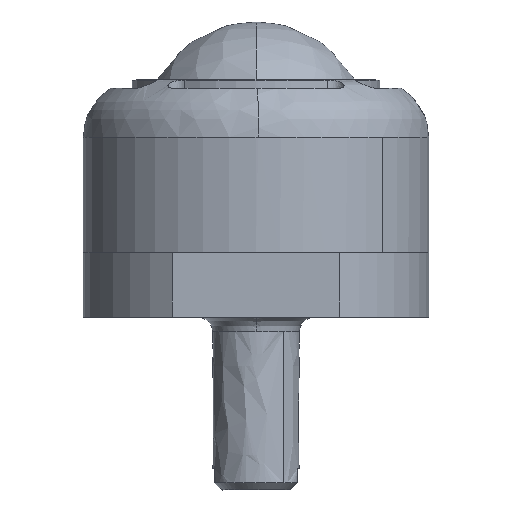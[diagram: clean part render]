
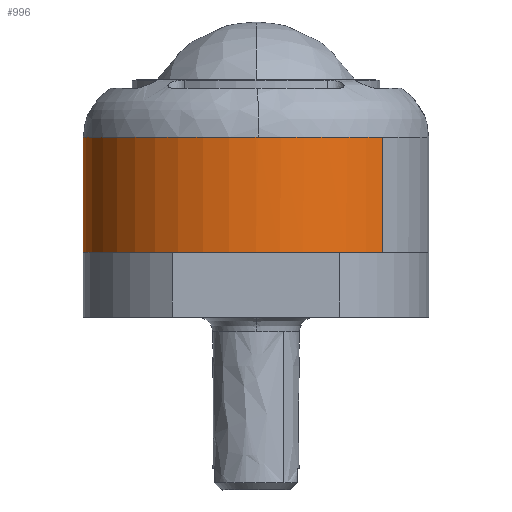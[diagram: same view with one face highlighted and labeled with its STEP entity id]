
A CAD part, left-side view. The second image highlights one B-rep face of the part: STEP entity #996.
In plain terms, the highlighted free-form (B-spline) face has degree [2, 1] with [5, 2] control points.
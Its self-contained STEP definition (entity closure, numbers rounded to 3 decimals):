
#861=CARTESIAN_POINT('',(-8.15,-8.808,8.2));
#862=CARTESIAN_POINT('',(-16.958,-0.657,8.2));
#863=CARTESIAN_POINT('',(-8.808,8.15,8.2));
#864=CARTESIAN_POINT('',(-0.657,16.958,8.2));
#865=CARTESIAN_POINT('',(8.15,8.808,8.2));
#866=CARTESIAN_POINT('',(-8.15,-8.808,-0.205));
#867=CARTESIAN_POINT('',(-16.958,-0.657,-0.205));
#868=CARTESIAN_POINT('',(-8.808,8.15,-0.205));
#869=CARTESIAN_POINT('',(-0.657,16.958,-0.205));
#870=CARTESIAN_POINT('',(8.15,8.808,-0.205));
#878=(BOUNDED_SURFACE()B_SPLINE_SURFACE(2,1,((#861,#866),(#862,#867),(#863,#868),(#864,#869),(#865,#870)),.UNSPECIFIED.,.F.,.F.,.U.)B_SPLINE_SURFACE_WITH_KNOTS((3,2,3),(2,2),(0.0,19.882,39.765),(0.0,8.405),.UNSPECIFIED.)GEOMETRIC_REPRESENTATION_ITEM()RATIONAL_B_SPLINE_SURFACE(((1.0,1.0),(0.707,0.707),(1.0,1.0),(0.707,0.707),(1.0,1.0)))REPRESENTATION_ITEM('')SURFACE());
#879=CARTESIAN_POINT('',(-8.15,-8.808,8.));
#880=VERTEX_POINT('',#879);
#881=CARTESIAN_POINT('',(-11.999,-0.151,8.));
#882=VERTEX_POINT('',#881);
#883=CARTESIAN_POINT('',(-8.15,-8.808,8.));
#884=CARTESIAN_POINT('',(-8.597,-8.394,8.));
#885=CARTESIAN_POINT('',(-9.514,-7.406,8.));
#886=CARTESIAN_POINT('',(-10.547,-5.83,8.));
#887=CARTESIAN_POINT('',(-11.254,-4.252,8.));
#888=CARTESIAN_POINT('',(-11.813,-2.431,8.));
#889=CARTESIAN_POINT('',(-11.988,-1.064,8.));
#890=CARTESIAN_POINT('',(-11.999,-0.151,8.));
#891=B_SPLINE_CURVE_WITH_KNOTS('',3,(#883,#884,#885,#886,#887,#888,#889,#890),.UNSPECIFIED.,.F.,.U.,(4,1,1,1,1,4),(0.,1.826,4.033,5.63,7.,9.739),.UNSPECIFIED.);
#892=EDGE_CURVE('',#880,#882,#891,.T.);
#893=ORIENTED_EDGE('',*,*,#892,.T.);
#894=CARTESIAN_POINT('',(-12.,0.0,8.0));
#895=VERTEX_POINT('',#894);
#896=CARTESIAN_POINT('',(-11.999,-0.151,8.));
#897=CARTESIAN_POINT('',(-12.,0.0,8.0));
#898=QUASI_UNIFORM_CURVE('',1,(#896,#897),.UNSPECIFIED.,.F.,.U.);
#899=EDGE_CURVE('',#882,#895,#898,.T.);
#900=ORIENTED_EDGE('',*,*,#899,.T.);
#901=CARTESIAN_POINT('',(-0.075,12.,8.));
#902=VERTEX_POINT('',#901);
#903=CARTESIAN_POINT('',(-12.,0.0,8.0));
#904=CARTESIAN_POINT('',(-12.,0.709,8.));
#905=CARTESIAN_POINT('',(-11.907,1.76,8.));
#906=CARTESIAN_POINT('',(-11.575,3.24,8.));
#907=CARTESIAN_POINT('',(-11.158,4.495,8.));
#908=CARTESIAN_POINT('',(-10.518,5.845,8.));
#909=CARTESIAN_POINT('',(-9.577,7.308,8.));
#910=CARTESIAN_POINT('',(-8.309,8.742,8.));
#911=CARTESIAN_POINT('',(-6.869,9.888,8.));
#912=CARTESIAN_POINT('',(-5.477,10.708,8.));
#913=CARTESIAN_POINT('',(-4.2,11.271,8.));
#914=CARTESIAN_POINT('',(-2.397,11.823,8.));
#915=CARTESIAN_POINT('',(-1.004,11.994,8.));
#916=CARTESIAN_POINT('',(-0.075,12.,8.));
#917=B_SPLINE_CURVE_WITH_KNOTS('',3,(#903,#904,#905,#906,#907,#908,#909,#910,#911,#912,#913,#914,#915,#916),.UNSPECIFIED.,.F.,.U.,(4,1,1,1,1,1,1,1,1,1,1,4),(0.,2.127,3.153,4.547,6.087,7.627,9.754,11.807,13.127,14.594,15.987,18.774),.UNSPECIFIED.);
#918=EDGE_CURVE('',#895,#902,#917,.T.);
#919=ORIENTED_EDGE('',*,*,#918,.T.);
#920=CARTESIAN_POINT('',(8.15,8.808,8.));
#921=VERTEX_POINT('',#920);
#922=CARTESIAN_POINT('',(-0.075,12.,8.));
#923=CARTESIAN_POINT('',(0.489,12.003,8.));
#924=CARTESIAN_POINT('',(1.666,11.928,8.));
#925=CARTESIAN_POINT('',(3.212,11.596,8.));
#926=CARTESIAN_POINT('',(4.612,11.104,8.));
#927=CARTESIAN_POINT('',(5.718,10.574,8.));
#928=CARTESIAN_POINT('',(6.943,9.824,8.));
#929=CARTESIAN_POINT('',(7.701,9.223,8.));
#930=CARTESIAN_POINT('',(8.15,8.808,8.));
#931=B_SPLINE_CURVE_WITH_KNOTS('',3,(#922,#923,#924,#925,#926,#927,#928,#929,#930),.UNSPECIFIED.,.F.,.U.,(4,1,1,1,1,1,4),(0.,1.694,3.529,4.729,6.141,7.2,9.035),.UNSPECIFIED.);
#932=EDGE_CURVE('',#902,#921,#931,.T.);
#933=ORIENTED_EDGE('',*,*,#932,.T.);
#934=CARTESIAN_POINT('',(8.15,8.808,0.));
#935=VERTEX_POINT('',#934);
#936=CARTESIAN_POINT('',(8.15,8.808,8.));
#937=CARTESIAN_POINT('',(8.15,8.808,0.));
#938=QUASI_UNIFORM_CURVE('',1,(#936,#937),.UNSPECIFIED.,.F.,.U.);
#939=EDGE_CURVE('',#921,#935,#938,.T.);
#940=ORIENTED_EDGE('',*,*,#939,.T.);
#941=CARTESIAN_POINT('',(0.,12.,0.0));
#942=VERTEX_POINT('',#941);
#943=CARTESIAN_POINT('',(0.,12.,0.0));
#944=CARTESIAN_POINT('',(0.7,12.,0.));
#945=CARTESIAN_POINT('',(1.657,11.916,0.));
#946=CARTESIAN_POINT('',(3.096,11.614,0.));
#947=CARTESIAN_POINT('',(4.524,11.167,0.));
#948=CARTESIAN_POINT('',(6.352,10.266,0.));
#949=CARTESIAN_POINT('',(7.568,9.346,0.));
#950=CARTESIAN_POINT('',(8.15,8.808,0.));
#951=B_SPLINE_CURVE_WITH_KNOTS('',3,(#943,#944,#945,#946,#947,#948,#949,#950),.UNSPECIFIED.,.F.,.U.,(4,1,1,1,1,4),(0.,2.1,2.87,4.41,6.58,8.96),.UNSPECIFIED.);
#952=EDGE_CURVE('',#942,#935,#951,.T.);
#953=ORIENTED_EDGE('',*,*,#952,.F.);
#954=CARTESIAN_POINT('',(-12.0,0.0,0.0));
#955=VERTEX_POINT('',#954);
#956=CARTESIAN_POINT('',(-12.0,0.0,0.0));
#957=CARTESIAN_POINT('',(-12.,0.589,0.0));
#958=CARTESIAN_POINT('',(-11.929,1.546,0.0));
#959=CARTESIAN_POINT('',(-11.623,3.114,0.0));
#960=CARTESIAN_POINT('',(-11.206,4.376,0.0));
#961=CARTESIAN_POINT('',(-10.548,5.777,0.0));
#962=CARTESIAN_POINT('',(-9.877,6.866,0.0));
#963=CARTESIAN_POINT('',(-8.975,8.001,0.0));
#964=CARTESIAN_POINT('',(-8.093,8.893,0.0));
#965=CARTESIAN_POINT('',(-7.024,9.76,0.0));
#966=CARTESIAN_POINT('',(-5.927,10.464,0.0));
#967=CARTESIAN_POINT('',(-4.648,11.093,0.0));
#968=CARTESIAN_POINT('',(-3.188,11.61,0.0));
#969=CARTESIAN_POINT('',(-1.595,11.932,0.0));
#970=CARTESIAN_POINT('',(-0.491,12.,0.0));
#971=CARTESIAN_POINT('',(0.,12.,0.0));
#972=B_SPLINE_CURVE_WITH_KNOTS('',3,(#956,#957,#958,#959,#960,#961,#962,#963,#964,#965,#966,#967,#968,#969,#970,#971),.UNSPECIFIED.,.F.,.U.,(4,1,1,1,1,1,1,1,1,1,1,1,1,4),(0.,1.767,2.872,4.786,5.743,7.51,8.615,10.087,11.266,12.738,13.99,15.536,17.377,18.85),.UNSPECIFIED.);
#973=EDGE_CURVE('',#955,#942,#972,.T.);
#974=ORIENTED_EDGE('',*,*,#973,.F.);
#975=CARTESIAN_POINT('',(-8.15,-8.808,0.));
#976=VERTEX_POINT('',#975);
#977=CARTESIAN_POINT('',(-8.15,-8.808,0.));
#978=CARTESIAN_POINT('',(-8.68,-8.318,0.));
#979=CARTESIAN_POINT('',(-9.459,-7.454,0.));
#980=CARTESIAN_POINT('',(-10.29,-6.21,0.));
#981=CARTESIAN_POINT('',(-10.851,-5.165,0.));
#982=CARTESIAN_POINT('',(-11.432,-3.787,0.));
#983=CARTESIAN_POINT('',(-11.888,-2.035,0.));
#984=CARTESIAN_POINT('',(-12.,-0.644,0.));
#985=CARTESIAN_POINT('',(-12.0,0.0,0.0));
#986=B_SPLINE_CURVE_WITH_KNOTS('',3,(#977,#978,#979,#980,#981,#982,#983,#984,#985),.UNSPECIFIED.,.F.,.U.,(4,1,1,1,1,1,4),(0.,2.163,3.477,4.481,5.718,7.958,9.89),.UNSPECIFIED.);
#987=EDGE_CURVE('',#976,#955,#986,.T.);
#988=ORIENTED_EDGE('',*,*,#987,.F.);
#989=CARTESIAN_POINT('',(-8.15,-8.808,8.));
#990=CARTESIAN_POINT('',(-8.15,-8.808,0.));
#991=QUASI_UNIFORM_CURVE('',1,(#989,#990),.UNSPECIFIED.,.F.,.U.);
#992=EDGE_CURVE('',#880,#976,#991,.T.);
#993=ORIENTED_EDGE('',*,*,#992,.F.);
#994=EDGE_LOOP('',(#893,#900,#919,#933,#940,#953,#974,#988,#993));
#995=FACE_OUTER_BOUND('',#994,.T.);
#996=ADVANCED_FACE('',(#995),#878,.T.);
